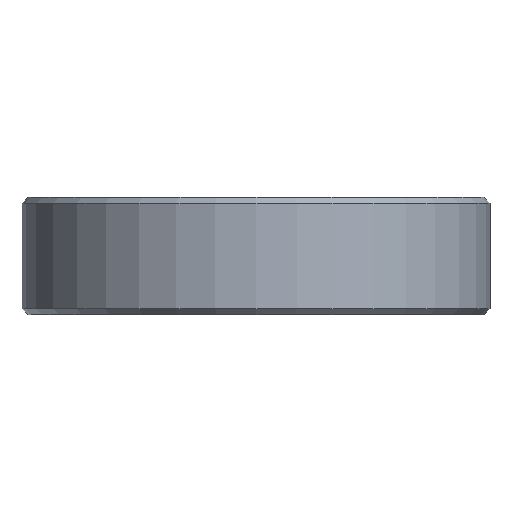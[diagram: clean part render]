
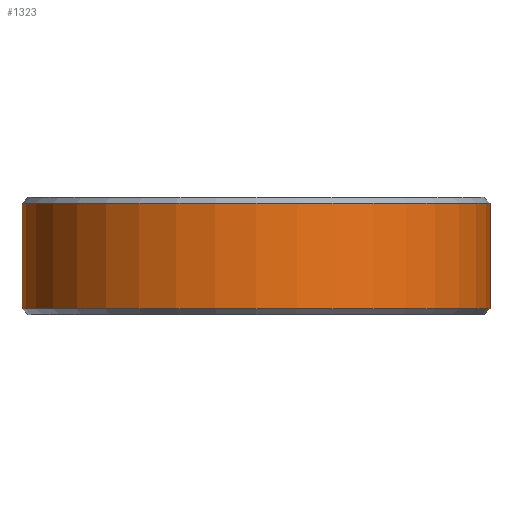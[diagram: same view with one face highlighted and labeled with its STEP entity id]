
A CAD part, front view. The second image highlights one B-rep face of the part: STEP entity #1323.
In plain terms, the highlighted cylindrical face has radius 25.4 mm (diameter 50.8 mm), a partial arc.
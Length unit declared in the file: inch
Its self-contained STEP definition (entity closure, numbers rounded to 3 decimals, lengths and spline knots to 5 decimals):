
#10 = ORIENTED_EDGE ( 'NONE', *, *, #657, .F. ) ;
#28 = AXIS2_PLACEMENT_3D ( 'NONE', #1406, #393, #761 ) ;
#95 = AXIS2_PLACEMENT_3D ( 'NONE', #470, #1352, #347 ) ;
#136 = DIRECTION ( 'NONE',  ( 0., 0., 1. ) ) ;
#177 = CYLINDRICAL_SURFACE ( 'NONE', #353, 1. ) ;
#192 = DIRECTION ( 'NONE',  ( 1., 0., 0. ) ) ;
#222 = ORIENTED_EDGE ( 'NONE', *, *, #1568, .T. ) ;
#257 = VERTEX_POINT ( 'NONE', #563 ) ;
#339 = LINE ( 'NONE', #1519, #693 ) ;
#344 = CIRCLE ( 'NONE', #95, 1. ) ;
#347 = DIRECTION ( 'NONE',  ( 1., 0., 0. ) ) ;
#353 = AXIS2_PLACEMENT_3D ( 'NONE', #1226, #962, #192 ) ;
#393 = DIRECTION ( 'NONE',  ( 0., 0., 1. ) ) ;
#405 = CIRCLE ( 'NONE', #28, 1. ) ;
#470 = CARTESIAN_POINT ( 'NONE',  ( 0., 0., -0.225 ) ) ;
#476 = EDGE_CURVE ( 'NONE', #1489, #526, #339, .T. ) ;
#526 = VERTEX_POINT ( 'NONE', #1155 ) ;
#563 = CARTESIAN_POINT ( 'NONE',  ( 1., 0., -0.225 ) ) ;
#657 = EDGE_CURVE ( 'NONE', #526, #1362, #405, .T. ) ;
#693 = VECTOR ( 'NONE', #136, 39.37008 ) ;
#696 = EDGE_LOOP ( 'NONE', ( #1040, #1405, #222, #10 ) ) ;
#761 = DIRECTION ( 'NONE',  ( 1., 0., 0. ) ) ;
#824 = CARTESIAN_POINT ( 'NONE',  ( 1., 0., 0.225 ) ) ;
#941 = FACE_OUTER_BOUND ( 'NONE', #696, .T. ) ;
#962 = DIRECTION ( 'NONE',  ( 0., 0., 1. ) ) ;
#979 = LINE ( 'NONE', #1390, #1187 ) ;
#1040 = ORIENTED_EDGE ( 'NONE', *, *, #476, .F. ) ;
#1117 = EDGE_CURVE ( 'NONE', #1489, #257, #344, .T. ) ;
#1155 = CARTESIAN_POINT ( 'NONE',  ( -1., 0., 0.225 ) ) ;
#1187 = VECTOR ( 'NONE', #1506, 39.37008 ) ;
#1226 = CARTESIAN_POINT ( 'NONE',  ( 0., 0., 0.25 ) ) ;
#1323 = ADVANCED_FACE ( 'NONE', ( #941 ), #177, .T. ) ;
#1352 = DIRECTION ( 'NONE',  ( 0., 0., 1. ) ) ;
#1354 = CARTESIAN_POINT ( 'NONE',  ( -1., 0., -0.225 ) ) ;
#1362 = VERTEX_POINT ( 'NONE', #824 ) ;
#1390 = CARTESIAN_POINT ( 'NONE',  ( 1., 0., 0.25 ) ) ;
#1405 = ORIENTED_EDGE ( 'NONE', *, *, #1117, .T. ) ;
#1406 = CARTESIAN_POINT ( 'NONE',  ( 0., 0., 0.225 ) ) ;
#1489 = VERTEX_POINT ( 'NONE', #1354 ) ;
#1506 = DIRECTION ( 'NONE',  ( 0., 0., 1. ) ) ;
#1519 = CARTESIAN_POINT ( 'NONE',  ( -1., 0., 0.25 ) ) ;
#1568 = EDGE_CURVE ( 'NONE', #257, #1362, #979, .T. ) ;
